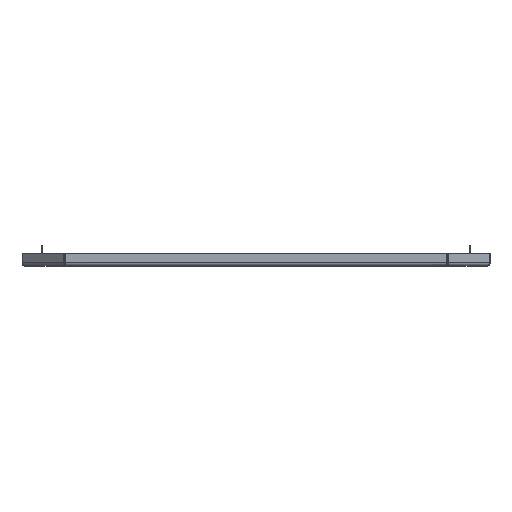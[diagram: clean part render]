
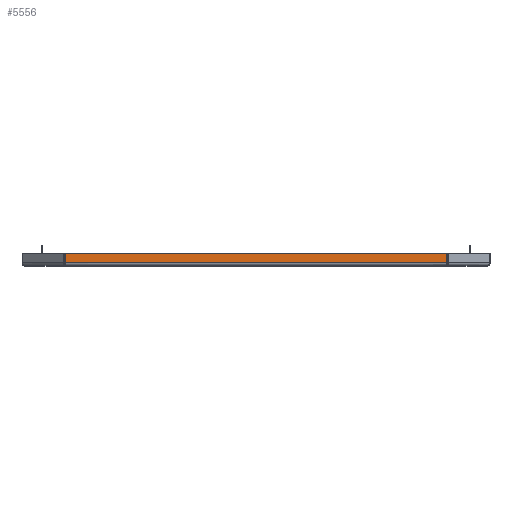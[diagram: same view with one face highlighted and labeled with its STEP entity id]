
A CAD part, top view. The second image highlights one B-rep face of the part: STEP entity #5556.
In plain terms, the highlighted planar face has unit normal (0, 0, 1).
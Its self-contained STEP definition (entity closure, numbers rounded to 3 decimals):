
#836 = ORIENTED_EDGE ( 'NONE', *, *, #11766, .T. ) ;
#871 = VECTOR ( 'NONE', #10177, 1000. ) ;
#961 = CARTESIAN_POINT ( 'NONE',  ( 0., 20., 290. ) ) ;
#1133 = VECTOR ( 'NONE', #3352, 1000. ) ;
#1194 = EDGE_CURVE ( 'NONE', #10839, #8608, #1266, .T. ) ;
#1266 = LINE ( 'NONE', #961, #4886 ) ;
#2425 = EDGE_LOOP ( 'NONE', ( #9511, #836, #7039, #4375 ) ) ;
#2918 = DIRECTION ( 'NONE',  ( -1., 0., 0. ) ) ;
#3192 = CARTESIAN_POINT ( 'NONE',  ( -316.63, 4.4, 290. ) ) ;
#3352 = DIRECTION ( 'NONE',  ( -1., 0., 0. ) ) ;
#3411 = CARTESIAN_POINT ( 'NONE',  ( -316.63, 2., 290. ) ) ;
#3686 = LINE ( 'NONE', #7102, #1133 ) ;
#3879 = LINE ( 'NONE', #3411, #871 ) ;
#4149 = VERTEX_POINT ( 'NONE', #3192 ) ;
#4243 = VECTOR ( 'NONE', #11864, 1000. ) ;
#4375 = ORIENTED_EDGE ( 'NONE', *, *, #6911, .F. ) ;
#4886 = VECTOR ( 'NONE', #2918, 1000. ) ;
#5556 = ADVANCED_FACE ( 'NONE', ( #8763 ), #5994, .F. ) ;
#5950 = DIRECTION ( 'NONE',  ( 0., 0., -1. ) ) ;
#5994 = PLANE ( 'NONE',  #7006 ) ;
#6733 = CARTESIAN_POINT ( 'NONE',  ( -316.63, 20., 290. ) ) ;
#6911 = EDGE_CURVE ( 'NONE', #4149, #8608, #3879, .T. ) ;
#7006 = AXIS2_PLACEMENT_3D ( 'NONE', #9802, #5950, #11868 ) ;
#7039 = ORIENTED_EDGE ( 'NONE', *, *, #1194, .T. ) ;
#7102 = CARTESIAN_POINT ( 'NONE',  ( -318., 4.4, 290. ) ) ;
#8274 = EDGE_CURVE ( 'NONE', #10811, #4149, #3686, .T. ) ;
#8608 = VERTEX_POINT ( 'NONE', #6733 ) ;
#8763 = FACE_OUTER_BOUND ( 'NONE', #2425, .T. ) ;
#9382 = CARTESIAN_POINT ( 'NONE',  ( 316.63, 4.4, 290. ) ) ;
#9511 = ORIENTED_EDGE ( 'NONE', *, *, #8274, .F. ) ;
#9802 = CARTESIAN_POINT ( 'NONE',  ( 0., 0., 290. ) ) ;
#10177 = DIRECTION ( 'NONE',  ( 0., 1., 0. ) ) ;
#10752 = LINE ( 'NONE', #11945, #4243 ) ;
#10811 = VERTEX_POINT ( 'NONE', #9382 ) ;
#10839 = VERTEX_POINT ( 'NONE', #12263 ) ;
#11766 = EDGE_CURVE ( 'NONE', #10811, #10839, #10752, .T. ) ;
#11864 = DIRECTION ( 'NONE',  ( 0., 1., 0. ) ) ;
#11868 = DIRECTION ( 'NONE',  ( -1., 0., 0. ) ) ;
#11945 = CARTESIAN_POINT ( 'NONE',  ( 316.63, 0., 290. ) ) ;
#12263 = CARTESIAN_POINT ( 'NONE',  ( 316.63, 20., 290. ) ) ;
